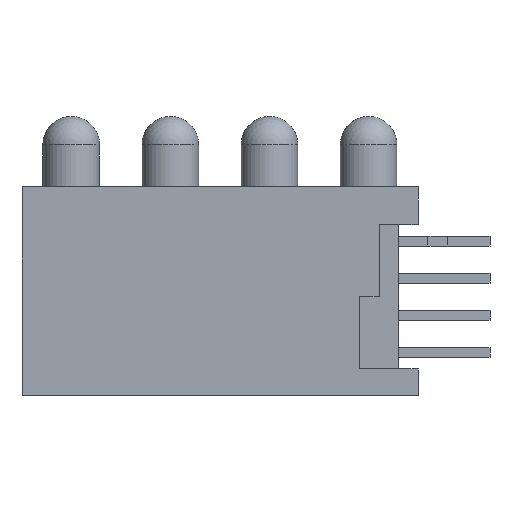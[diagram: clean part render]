
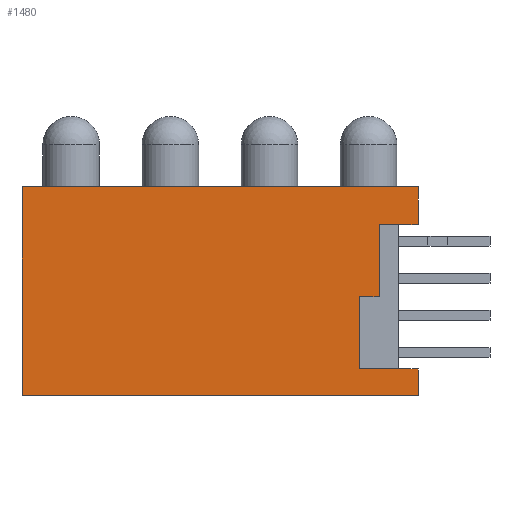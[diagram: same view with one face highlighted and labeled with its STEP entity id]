
A CAD part, left-side view. The second image highlights one B-rep face of the part: STEP entity #1480.
In plain terms, the highlighted planar face has unit normal (-1, 0, 0).
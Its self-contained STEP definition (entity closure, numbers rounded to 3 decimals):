
#970 = VERTEX_POINT ( 'NONE', #7016 ) ;
#979 = VERTEX_POINT ( 'NONE', #7066 ) ;
#1107 = VERTEX_POINT ( 'NONE', #7344 ) ;
#1110 = EDGE_CURVE ( 'NONE', #1107, #1111, #7342, .T. ) ;
#1111 = VERTEX_POINT ( 'NONE', #7338 ) ;
#1151 = VERTEX_POINT ( 'NONE', #7459 ) ;
#1154 = EDGE_CURVE ( 'NONE', #1151, #1169, #7456, .T. ) ;
#1160 = EDGE_CURVE ( 'NONE', #1111, #979, #7492, .T. ) ;
#1169 = VERTEX_POINT ( 'NONE', #7505 ) ;
#1172 = EDGE_CURVE ( 'NONE', #1169, #1107, #7503, .T. ) ;
#1217 = EDGE_CURVE ( 'NONE', #1151, #970, #7662, .T. ) ;
#1319 = VERTEX_POINT ( 'NONE', #8342 ) ;
#1378 = EDGE_CURVE ( 'NONE', #1379, #1319, #8542, .T. ) ;
#1379 = VERTEX_POINT ( 'NONE', #8538 ) ;
#1447 = EDGE_CURVE ( 'NONE', #1464, #1448, #8757, .T. ) ;
#1448 = VERTEX_POINT ( 'NONE', #8749 ) ;
#1454 = EDGE_CURVE ( 'NONE', #970, #1448, #8781, .T. ) ;
#1463 = EDGE_CURVE ( 'NONE', #1379, #1464, #8816, .T. ) ;
#1464 = VERTEX_POINT ( 'NONE', #8812 ) ;
#1480 = ADVANCED_FACE ( 'NONE', ( #8830 ), #8873, .F. ) ;
#1481 = EDGE_LOOP ( 'NONE', ( #1482, #1483, #1484, #1485, #1486, #1487, #1546, #1547, #1548, #1549, #1550, #1551 ) ) ;
#1482 = ORIENTED_EDGE ( 'NONE', *, *, #1110, .F. ) ;
#1483 = ORIENTED_EDGE ( 'NONE', *, *, #1172, .F. ) ;
#1484 = ORIENTED_EDGE ( 'NONE', *, *, #1154, .F. ) ;
#1485 = ORIENTED_EDGE ( 'NONE', *, *, #1217, .T. ) ;
#1486 = ORIENTED_EDGE ( 'NONE', *, *, #1454, .T. ) ;
#1487 = ORIENTED_EDGE ( 'NONE', *, *, #1447, .F. ) ;
#1488 = EDGE_CURVE ( 'NONE', #1502, #1510, #8872, .T. ) ;
#1494 = EDGE_CURVE ( 'NONE', #1319, #1510, #8898, .T. ) ;
#1501 = EDGE_CURVE ( 'NONE', #979, #1502, #8924, .T. ) ;
#1502 = VERTEX_POINT ( 'NONE', #8920 ) ;
#1510 = VERTEX_POINT ( 'NONE', #8953 ) ;
#1546 = ORIENTED_EDGE ( 'NONE', *, *, #1463, .F. ) ;
#1547 = ORIENTED_EDGE ( 'NONE', *, *, #1378, .T. ) ;
#1548 = ORIENTED_EDGE ( 'NONE', *, *, #1494, .T. ) ;
#1549 = ORIENTED_EDGE ( 'NONE', *, *, #1488, .F. ) ;
#1550 = ORIENTED_EDGE ( 'NONE', *, *, #1501, .F. ) ;
#1551 = ORIENTED_EDGE ( 'NONE', *, *, #1160, .F. ) ;
#7016 = CARTESIAN_POINT ( 'NONE',  ( -2.225, -9.15, 3.41 ) ) ;
#7066 = CARTESIAN_POINT ( 'NONE',  ( -2.225, -9.15, -3.99 ) ) ;
#7338 = CARTESIAN_POINT ( 'NONE',  ( -2.225, -7.15, -3.99 ) ) ;
#7339 = DIRECTION ( 'NONE',  ( 0., 0., -1. ) ) ;
#7340 = VECTOR ( 'NONE', #7339, 1000. ) ;
#7341 = CARTESIAN_POINT ( 'NONE',  ( -2.225, -7.15, -19.369 ) ) ;
#7342 = LINE ( 'NONE', #7341, #7340 ) ;
#7344 = CARTESIAN_POINT ( 'NONE',  ( -2.225, -7.15, -0.29 ) ) ;
#7453 = DIRECTION ( 'NONE',  ( 0., 0., -1. ) ) ;
#7454 = VECTOR ( 'NONE', #7453, 1000. ) ;
#7455 = CARTESIAN_POINT ( 'NONE',  ( -2.225, -8.15, -19.369 ) ) ;
#7456 = LINE ( 'NONE', #7455, #7454 ) ;
#7459 = CARTESIAN_POINT ( 'NONE',  ( -2.225, -8.15, 3.41 ) ) ;
#7485 = DIRECTION ( 'NONE',  ( 0., -1., 0. ) ) ;
#7486 = VECTOR ( 'NONE', #7485, 1000. ) ;
#7487 = CARTESIAN_POINT ( 'NONE',  ( -2.225, -0.261, -3.99 ) ) ;
#7492 = LINE ( 'NONE', #7487, #7486 ) ;
#7500 = DIRECTION ( 'NONE',  ( 0., 1., 0. ) ) ;
#7501 = VECTOR ( 'NONE', #7500, 1000. ) ;
#7502 = CARTESIAN_POINT ( 'NONE',  ( -2.225, -0.261, -0.29 ) ) ;
#7503 = LINE ( 'NONE', #7502, #7501 ) ;
#7505 = CARTESIAN_POINT ( 'NONE',  ( -2.225, -8.15, -0.29 ) ) ;
#7656 = DIRECTION ( 'NONE',  ( 0., -1., 0. ) ) ;
#7657 = VECTOR ( 'NONE', #7656, 1000. ) ;
#7658 = CARTESIAN_POINT ( 'NONE',  ( -2.225, -0.261, 3.41 ) ) ;
#7662 = LINE ( 'NONE', #7658, #7657 ) ;
#8342 = CARTESIAN_POINT ( 'NONE',  ( -2.225, 10.15, -5.35 ) ) ;
#8538 = CARTESIAN_POINT ( 'NONE',  ( -2.225, 10.15, 5.35 ) ) ;
#8539 = DIRECTION ( 'NONE',  ( 0., 0., -1. ) ) ;
#8540 = VECTOR ( 'NONE', #8539, 1000. ) ;
#8541 = CARTESIAN_POINT ( 'NONE',  ( -2.225, 10.15, -19.369 ) ) ;
#8542 = LINE ( 'NONE', #8541, #8540 ) ;
#8749 = CARTESIAN_POINT ( 'NONE',  ( -2.225, -10.15, 3.41 ) ) ;
#8750 = DIRECTION ( 'NONE',  ( 0., 0., -1. ) ) ;
#8751 = VECTOR ( 'NONE', #8750, 1000. ) ;
#8752 = CARTESIAN_POINT ( 'NONE',  ( -2.225, -10.15, -19.369 ) ) ;
#8757 = LINE ( 'NONE', #8752, #8751 ) ;
#8774 = DIRECTION ( 'NONE',  ( 0., -1., 0. ) ) ;
#8775 = VECTOR ( 'NONE', #8774, 1000. ) ;
#8776 = CARTESIAN_POINT ( 'NONE',  ( -2.225, -0.261, 3.41 ) ) ;
#8781 = LINE ( 'NONE', #8776, #8775 ) ;
#8812 = CARTESIAN_POINT ( 'NONE',  ( -2.225, -10.15, 5.35 ) ) ;
#8813 = DIRECTION ( 'NONE',  ( 0., -1., 0. ) ) ;
#8814 = VECTOR ( 'NONE', #8813, 1000. ) ;
#8815 = CARTESIAN_POINT ( 'NONE',  ( -2.225, -0.261, 5.35 ) ) ;
#8816 = LINE ( 'NONE', #8815, #8814 ) ;
#8830 = FACE_OUTER_BOUND ( 'NONE', #1481, .T. ) ;
#8864 = DIRECTION ( 'NONE',  ( 0., 0., -1. ) ) ;
#8865 = VECTOR ( 'NONE', #8864, 1000. ) ;
#8866 = CARTESIAN_POINT ( 'NONE',  ( -2.225, -10.15, -19.369 ) ) ;
#8868 = DIRECTION ( 'NONE',  ( 0., 0., -1. ) ) ;
#8869 = DIRECTION ( 'NONE',  ( 1., 0., 0. ) ) ;
#8870 = CARTESIAN_POINT ( 'NONE',  ( -2.225, -0.261, -19.369 ) ) ;
#8871 = AXIS2_PLACEMENT_3D ( 'NONE', #8870, #8869, #8868 ) ;
#8872 = LINE ( 'NONE', #8866, #8865 ) ;
#8873 = PLANE ( 'NONE',  #8871 ) ;
#8890 = DIRECTION ( 'NONE',  ( 0., -1., 0. ) ) ;
#8891 = VECTOR ( 'NONE', #8890, 1000. ) ;
#8892 = CARTESIAN_POINT ( 'NONE',  ( -2.225, -0.261, -5.35 ) ) ;
#8898 = LINE ( 'NONE', #8892, #8891 ) ;
#8920 = CARTESIAN_POINT ( 'NONE',  ( -2.225, -10.15, -3.99 ) ) ;
#8921 = DIRECTION ( 'NONE',  ( 0., -1., 0. ) ) ;
#8922 = VECTOR ( 'NONE', #8921, 1000. ) ;
#8923 = CARTESIAN_POINT ( 'NONE',  ( -2.225, -0.261, -3.99 ) ) ;
#8924 = LINE ( 'NONE', #8923, #8922 ) ;
#8953 = CARTESIAN_POINT ( 'NONE',  ( -2.225, -10.15, -5.35 ) ) ;
